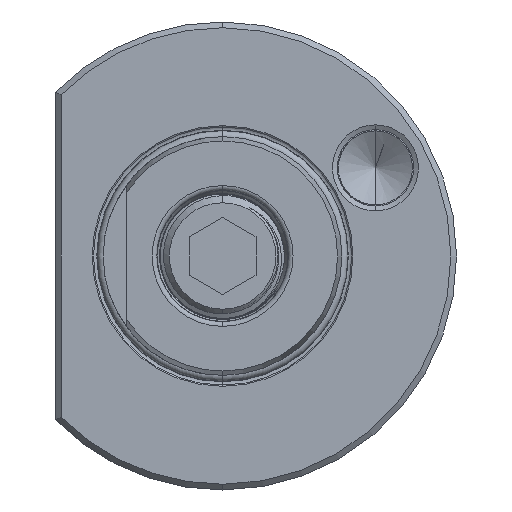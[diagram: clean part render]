
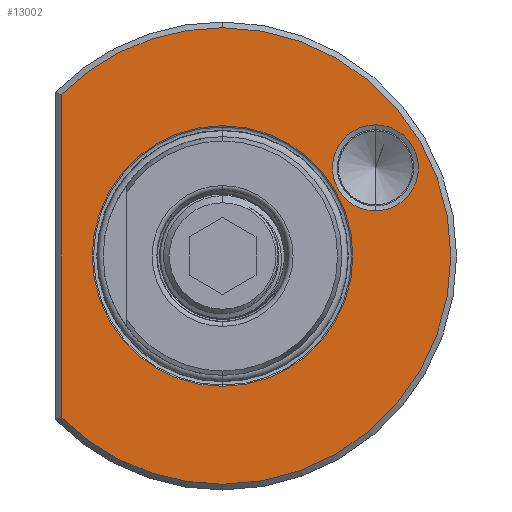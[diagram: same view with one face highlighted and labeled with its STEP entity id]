
A CAD part, left-side view. The second image highlights one B-rep face of the part: STEP entity #13002.
In plain terms, the highlighted planar face has unit normal (-1, 0, 0).
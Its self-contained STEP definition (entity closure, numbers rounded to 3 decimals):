
#1869 = DIRECTION ( 'NONE',  ( 1., 0., 0. ) ) ;
#1889 = DIRECTION ( 'NONE',  ( 0., 0., -1. ) ) ;
#1894 = CARTESIAN_POINT ( 'NONE',  ( 1.5, 0., 0. ) ) ;
#2979 = DIRECTION ( 'NONE',  ( 1., 0., 0. ) ) ;
#2983 = DIRECTION ( 'NONE',  ( 0., 0., -1. ) ) ;
#2986 = CARTESIAN_POINT ( 'NONE',  ( 1.5, 0., 0. ) ) ;
#3320 = CARTESIAN_POINT ( 'NONE',  ( 1.5, 0., 0. ) ) ;
#3322 = DIRECTION ( 'NONE',  ( 0., 0., -1. ) ) ;
#3357 = DIRECTION ( 'NONE',  ( 1., 0., 0. ) ) ;
#3363 = DIRECTION ( 'NONE',  ( 0., 0., -1. ) ) ;
#3364 = DIRECTION ( 'NONE',  ( 1., 0., 0. ) ) ;
#3365 = CARTESIAN_POINT ( 'NONE',  ( 1.5, -32.01, 18.46 ) ) ;
#4566 = CARTESIAN_POINT ( 'NONE',  ( 1.5, -32.01, 9.46 ) ) ;
#4587 = CARTESIAN_POINT ( 'NONE',  ( 1.5, -32.01, 27.46 ) ) ;
#4626 = CARTESIAN_POINT ( 'NONE',  ( 1.5, 0., 27.29 ) ) ;
#4692 = CARTESIAN_POINT ( 'NONE',  ( 1.5, 0., -27.29 ) ) ;
#4841 = CARTESIAN_POINT ( 'NONE',  ( 1.5, 33.8, -33.799 ) ) ;
#4846 = CARTESIAN_POINT ( 'NONE',  ( 1.5, 0., -47.8 ) ) ;
#4859 = CARTESIAN_POINT ( 'NONE',  ( 1.5, 33.8, 33.799 ) ) ;
#4923 = CARTESIAN_POINT ( 'NONE',  ( 1.5, 0., 47.8 ) ) ;
#7144 = AXIS2_PLACEMENT_3D ( 'NONE', #9922, #9944, #9945 ) ;
#7195 = AXIS2_PLACEMENT_3D ( 'NONE', #8107, #8128, #8129 ) ;
#7198 = AXIS2_PLACEMENT_3D ( 'NONE', #3365, #3364, #3322 ) ;
#7203 = AXIS2_PLACEMENT_3D ( 'NONE', #2986, #2979, #2983 ) ;
#7209 = AXIS2_PLACEMENT_3D ( 'NONE', #9799, #9781, #9753 ) ;
#7210 = AXIS2_PLACEMENT_3D ( 'NONE', #3320, #3357, #3363 ) ;
#7333 = AXIS2_PLACEMENT_3D ( 'NONE', #1894, #1869, #1889 ) ;
#7530 = AXIS2_PLACEMENT_3D ( 'NONE', #10950, #10951, #10952 ) ;
#8107 = CARTESIAN_POINT ( 'NONE',  ( 1.5, 0., 0. ) ) ;
#8128 = DIRECTION ( 'NONE',  ( 1., 0., 0. ) ) ;
#8129 = DIRECTION ( 'NONE',  ( 0., 0., -1. ) ) ;
#9753 = DIRECTION ( 'NONE',  ( 0., 0., -1. ) ) ;
#9781 = DIRECTION ( 'NONE',  ( 1., 0., 0. ) ) ;
#9799 = CARTESIAN_POINT ( 'NONE',  ( 1.5, 0., 0. ) ) ;
#9922 = CARTESIAN_POINT ( 'NONE',  ( 1.5, -32.01, 18.46 ) ) ;
#9944 = DIRECTION ( 'NONE',  ( 1., 0., 0. ) ) ;
#9945 = DIRECTION ( 'NONE',  ( 0., 0., -1. ) ) ;
#10937 = PLANE ( 'NONE',  #7530 ) ;
#10950 = CARTESIAN_POINT ( 'NONE',  ( 1.5, 25., 0. ) ) ;
#10951 = DIRECTION ( 'NONE',  ( 1., 0., 0. ) ) ;
#10952 = DIRECTION ( 'NONE',  ( 0., 0., -1. ) ) ;
#13002 = ADVANCED_FACE ( 'NONE', ( #39833, #39819, #39827 ), #10937, .F. ) ;
#14315 = ORIENTED_EDGE ( 'NONE', *, *, #30918, .F. ) ;
#14330 = ORIENTED_EDGE ( 'NONE', *, *, #30841, .F. ) ;
#14341 = ORIENTED_EDGE ( 'NONE', *, *, #30892, .T. ) ;
#14347 = ORIENTED_EDGE ( 'NONE', *, *, #34077, .T. ) ;
#14349 = ORIENTED_EDGE ( 'NONE', *, *, #30678, .T. ) ;
#14354 = ORIENTED_EDGE ( 'NONE', *, *, #30890, .T. ) ;
#14380 = ORIENTED_EDGE ( 'NONE', *, *, #30793, .F. ) ;
#14398 = ORIENTED_EDGE ( 'NONE', *, *, #30951, .T. ) ;
#17254 = CIRCLE ( 'NONE', #7333, 27.29 ) ;
#17645 = CIRCLE ( 'NONE', #7144, 9. ) ;
#17695 = CIRCLE ( 'NONE', #7209, 47.8 ) ;
#17759 = CIRCLE ( 'NONE', #7195, 47.8 ) ;
#17784 = CIRCLE ( 'NONE', #7203, 47.8 ) ;
#17787 = CIRCLE ( 'NONE', #7198, 9. ) ;
#17828 = CIRCLE ( 'NONE', #7210, 27.29 ) ;
#17855 = VECTOR ( 'NONE', #40205, 1000. ) ;
#17860 = LINE ( 'NONE', #40132, #17855 ) ;
#26801 = VERTEX_POINT ( 'NONE', #4566 ) ;
#26828 = VERTEX_POINT ( 'NONE', #4587 ) ;
#26830 = VERTEX_POINT ( 'NONE', #4626 ) ;
#26885 = VERTEX_POINT ( 'NONE', #4692 ) ;
#27106 = VERTEX_POINT ( 'NONE', #4841 ) ;
#27110 = VERTEX_POINT ( 'NONE', #4846 ) ;
#27124 = VERTEX_POINT ( 'NONE', #4859 ) ;
#27165 = VERTEX_POINT ( 'NONE', #4923 ) ;
#30678 = EDGE_CURVE ( 'NONE', #26828, #26801, #17645, .T. ) ;
#30793 = EDGE_CURVE ( 'NONE', #27165, #27110, #17695, .T. ) ;
#30841 = EDGE_CURVE ( 'NONE', #27124, #27165, #17759, .T. ) ;
#30890 = EDGE_CURVE ( 'NONE', #26885, #26830, #17828, .T. ) ;
#30892 = EDGE_CURVE ( 'NONE', #26801, #26828, #17787, .T. ) ;
#30918 = EDGE_CURVE ( 'NONE', #27110, #27106, #17784, .T. ) ;
#30951 = EDGE_CURVE ( 'NONE', #27124, #27106, #17860, .T. ) ;
#32611 = EDGE_LOOP ( 'NONE', ( #14330, #14398, #14315, #14380 ) ) ;
#33623 = EDGE_LOOP ( 'NONE', ( #14347, #14354 ) ) ;
#33648 = EDGE_LOOP ( 'NONE', ( #14349, #14341 ) ) ;
#34077 = EDGE_CURVE ( 'NONE', #26830, #26885, #17254, .T. ) ;
#39819 = FACE_BOUND ( 'NONE', #33648, .T. ) ;
#39827 = FACE_OUTER_BOUND ( 'NONE', #32611, .T. ) ;
#39833 = FACE_BOUND ( 'NONE', #33623, .T. ) ;
#40132 = CARTESIAN_POINT ( 'NONE',  ( 1.5, 33.8, -32.555 ) ) ;
#40205 = DIRECTION ( 'NONE',  ( 0., 0., -1. ) ) ;
